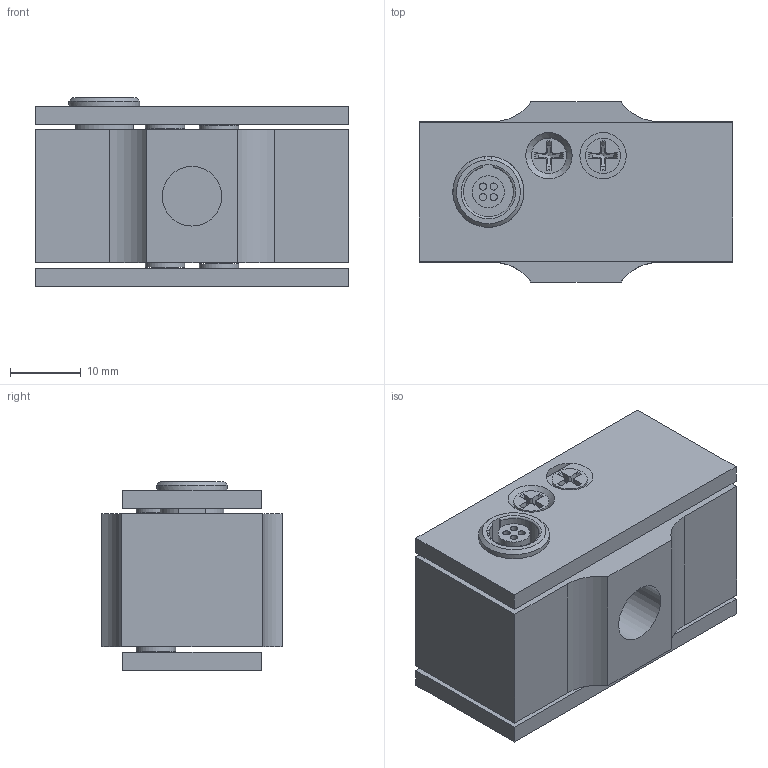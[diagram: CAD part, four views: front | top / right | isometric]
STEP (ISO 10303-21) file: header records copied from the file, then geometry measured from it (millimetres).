
FILE_DESCRIPTION(/* description */ (''),/* implementation_level */ '2;1');
FILE_NAME(/* name */ 'LRF350 1000 lb Lemo.stp',/* time_stamp */ '2019-08-13T10:43:06-07:00',/* author */ ('richard'),/* organization */ (''),/* preprocessor_version */ 'ST-DEVELOPER v17',/* originating_system */ 'Autodesk Inventor 2018',/* authorisation */ '');
FILE_SCHEMA (('AUTOMOTIVE_DESIGN { 1 0 10303 214 3 1 1 }'));
Length unit declared in the file: inch
Products named in the file (1): 1000lb_Shrinkwrap_1
Bounding box: 44.2 x 25.4 x 26.6 mm (x, y, z)
Volume: 17432.1 mm3; surface area: 11507.3 mm2
Topology: 1 solids, 1 shells, 236 faces, 629 edges, 430 vertices
Faces by surface type: plane 114, cylinder 53, cone 52, torus 17
Full cylindrical faces by diameter (mm): 0.8 x4, 1 x4, 1.1 x4, 2.845 x6, 3.302 x4, 4.5 x1, 4.68 x1, 4.953 x4, 5.563 x4, 7.9 x1, 8.382 x2, 10 x1
Entity records: 8186 total; most frequent: CARTESIAN_POINT 1947, ORIENTED_EDGE 1250, DIRECTION 1230, EDGE_CURVE 625, AXIS2_PLACEMENT_3D 470, VERTEX_POINT 430, LINE 290, VECTOR 290
